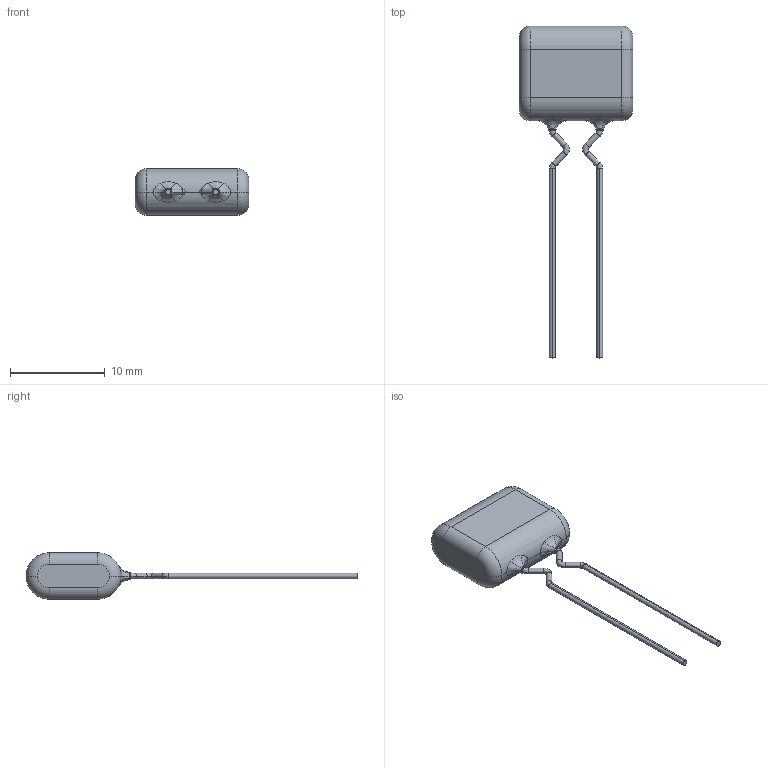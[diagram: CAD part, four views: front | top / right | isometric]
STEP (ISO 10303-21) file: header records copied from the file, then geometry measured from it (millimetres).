
FILE_DESCRIPTION (( 'STEP AP214' ), '1' );
FILE_NAME ('ECQE6183JF3.STEP', '2021-05-26T14:27:52', ( '' ), ( '' ), 'SwSTEP 2.0', 'SolidWorks 2020', '' );
FILE_SCHEMA (( 'AUTOMOTIVE_DESIGN' ));
Length unit declared in the file: millimetre
Products named in the file (1): ECQE6183JF3
Bounding box: 12 x 35 x 4.9 mm (x, y, z)
Volume: 528.1 mm3; surface area: 467.4 mm2
Topology: 3 solids, 3 shells, 72 faces, 156 edges, 90 vertices
Faces by surface type: torus 24, cylinder 20, bspline 12, plane 10, cone 6
Entity records: 2370 total; most frequent: CARTESIAN_POINT 773, DIRECTION 352, ORIENTED_EDGE 312, AXIS2_PLACEMENT_3D 161, EDGE_CURVE 156, CIRCLE 100, VERTEX_POINT 90, EDGE_LOOP 72
